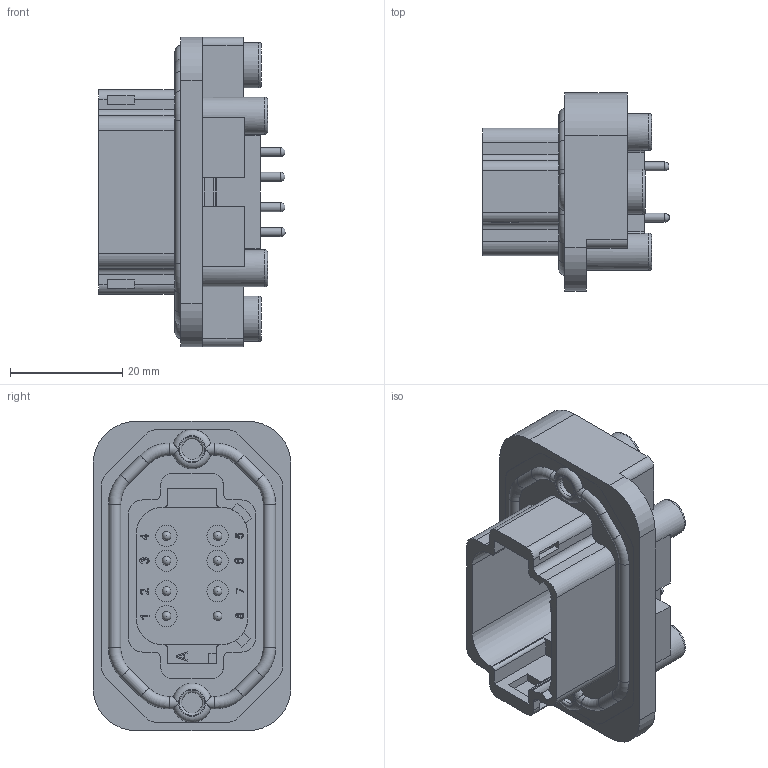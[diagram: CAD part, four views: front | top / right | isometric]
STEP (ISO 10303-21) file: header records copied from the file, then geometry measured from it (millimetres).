
FILE_DESCRIPTION(/* description */ ('STEP AP214'),/* implementation_level */ '2;1');
FILE_NAME(/* name */ 'AT15-08PA-BM04',/* time_stamp */ '2022-10-03T22:01:22+02:00',/* author */ ('License CC BY-ND 4.0'),/* organization */ ('CADENAS'),/* preprocessor_version */ 'ST-DEVELOPER v18.102',/* originating_system */ 'PARTsolutions',/* authorisation */ ' ');
FILE_SCHEMA (('AUTOMOTIVE_DESIGN {1 0 10303 214 3 1 1}'));
Length unit declared in the file: millimetre
Products named in the file (1): AT15-08PA-BM04
Bounding box: 33.32 x 35.25 x 55.12 mm (x, y, z)
Volume: 21998.3 mm3; surface area: 10490.7 mm2
Topology: 1 solids, 1 shells, 324 faces, 875 edges, 581 vertices
Faces by surface type: plane 176, cylinder 112, torus 20, sphere 16
Full cylindrical faces by diameter (mm): 0.3 x1, 0.5 x1, 1.58 x16, 3.15 x4, 3.7 x2, 3.8 x7, 6.6 x4, 8.1 x2
Entity records: 11825 total; most frequent: DIRECTION 1679, CARTESIAN_POINT 1674, ORIENTED_EDGE 1538, EDGE_CURVE 769, AXIS2_PLACEMENT_3D 597, VERTEX_POINT 536, LINE 485, VECTOR 485
